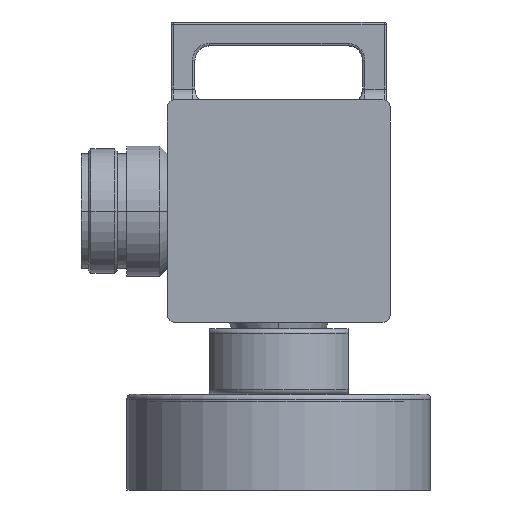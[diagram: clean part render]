
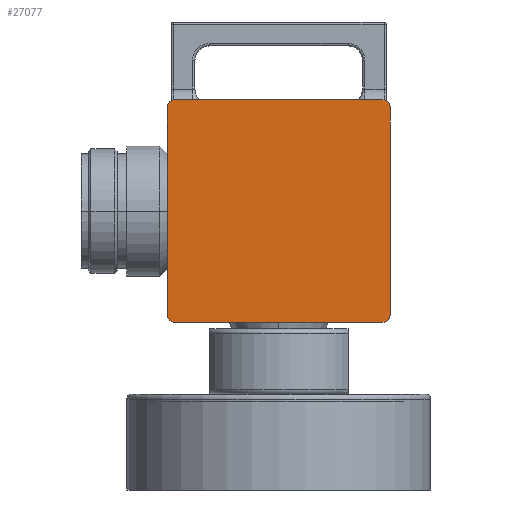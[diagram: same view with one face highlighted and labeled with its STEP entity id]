
A CAD part, left-side view. The second image highlights one B-rep face of the part: STEP entity #27077.
In plain terms, the highlighted planar face has unit normal (-1, 0, 0).
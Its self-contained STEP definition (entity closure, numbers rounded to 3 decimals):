
#28=DIRECTION('',(0.,-1.,0.));
#29=VECTOR('',#28,43.5);
#30=CARTESIAN_POINT('',(-95.,21.75,23.25));
#31=LINE('',#30,#29);
#44=CARTESIAN_POINT('',(-95.,-21.75,21.75));
#45=DIRECTION('',(-1.,0.,0.));
#46=DIRECTION('',(0.,-1.,0.));
#47=AXIS2_PLACEMENT_3D('',#44,#45,#46);
#64=CARTESIAN_POINT('',(-95.,21.75,21.75));
#65=DIRECTION('',(-1.,0.,0.));
#66=DIRECTION('',(0.,0.,1.));
#67=AXIS2_PLACEMENT_3D('',#64,#65,#66);
#74=DIRECTION('',(0.,0.,1.));
#75=VECTOR('',#74,43.5);
#76=CARTESIAN_POINT('',(-95.,23.25,-21.75));
#77=LINE('',#76,#75);
#100=CARTESIAN_POINT('',(-95.,21.75,-21.75));
#101=DIRECTION('',(-1.,0.,0.));
#102=DIRECTION('',(0.,1.,0.));
#103=AXIS2_PLACEMENT_3D('',#100,#101,#102);
#122=DIRECTION('',(0.,1.,0.));
#123=VECTOR('',#122,43.5);
#124=CARTESIAN_POINT('',(-95.,-21.75,-23.25));
#125=LINE('',#124,#123);
#146=CARTESIAN_POINT('',(-95.,-21.75,-21.75));
#147=DIRECTION('',(-1.,0.,0.));
#148=DIRECTION('',(0.,0.,-1.));
#149=AXIS2_PLACEMENT_3D('',#146,#147,#148);
#168=DIRECTION('',(0.,0.,-1.));
#169=VECTOR('',#168,43.5);
#170=CARTESIAN_POINT('',(-95.,-23.25,21.75));
#171=LINE('',#170,#169);
#22742=CARTESIAN_POINT('',(-95.,21.75,23.25));
#22743=CARTESIAN_POINT('',(-95.,-21.75,23.25));
#22744=VERTEX_POINT('',#22742);
#22745=VERTEX_POINT('',#22743);
#22746=CARTESIAN_POINT('',(-95.,-23.25,21.75));
#22747=CARTESIAN_POINT('',(-95.,-23.25,-21.75));
#22748=VERTEX_POINT('',#22746);
#22749=VERTEX_POINT('',#22747);
#22750=CARTESIAN_POINT('',(-95.,-21.75,-23.25));
#22751=CARTESIAN_POINT('',(-95.,21.75,-23.25));
#22752=VERTEX_POINT('',#22750);
#22753=VERTEX_POINT('',#22751);
#22754=CARTESIAN_POINT('',(-95.,23.25,-21.75));
#22755=CARTESIAN_POINT('',(-95.,23.25,21.75));
#22756=VERTEX_POINT('',#22754);
#22757=VERTEX_POINT('',#22755);
#27055=CARTESIAN_POINT('',(-95.,0.,0.));
#27056=DIRECTION('',(1.,0.,0.));
#27057=DIRECTION('',(0.,1.,0.));
#27058=AXIS2_PLACEMENT_3D('',#27055,#27056,#27057);
#27059=PLANE('',#27058);
#27060=ORIENTED_EDGE('',*,*,#27037,.T.);
#27062=ORIENTED_EDGE('',*,*,#27061,.F.);
#27064=ORIENTED_EDGE('',*,*,#27063,.T.);
#27066=ORIENTED_EDGE('',*,*,#27065,.F.);
#27068=ORIENTED_EDGE('',*,*,#27067,.T.);
#27070=ORIENTED_EDGE('',*,*,#27069,.F.);
#27072=ORIENTED_EDGE('',*,*,#27071,.T.);
#27074=ORIENTED_EDGE('',*,*,#27073,.F.);
#27075=EDGE_LOOP('',(#27060,#27062,#27064,#27066,#27068,#27070,#27072,#27074));
#27076=FACE_OUTER_BOUND('',#27075,.F.);
#27077=ADVANCED_FACE('',(#27076),#27059,.F.);
#48=CIRCLE('',#47,1.5);
#68=CIRCLE('',#67,1.5);
#104=CIRCLE('',#103,1.5);
#150=CIRCLE('',#149,1.5);
#27037=EDGE_CURVE('',#22744,#22745,#31,.T.);
#27061=EDGE_CURVE('',#22748,#22745,#48,.T.);
#27063=EDGE_CURVE('',#22748,#22749,#171,.T.);
#27065=EDGE_CURVE('',#22752,#22749,#150,.T.);
#27067=EDGE_CURVE('',#22752,#22753,#125,.T.);
#27069=EDGE_CURVE('',#22756,#22753,#104,.T.);
#27071=EDGE_CURVE('',#22756,#22757,#77,.T.);
#27073=EDGE_CURVE('',#22744,#22757,#68,.T.);
